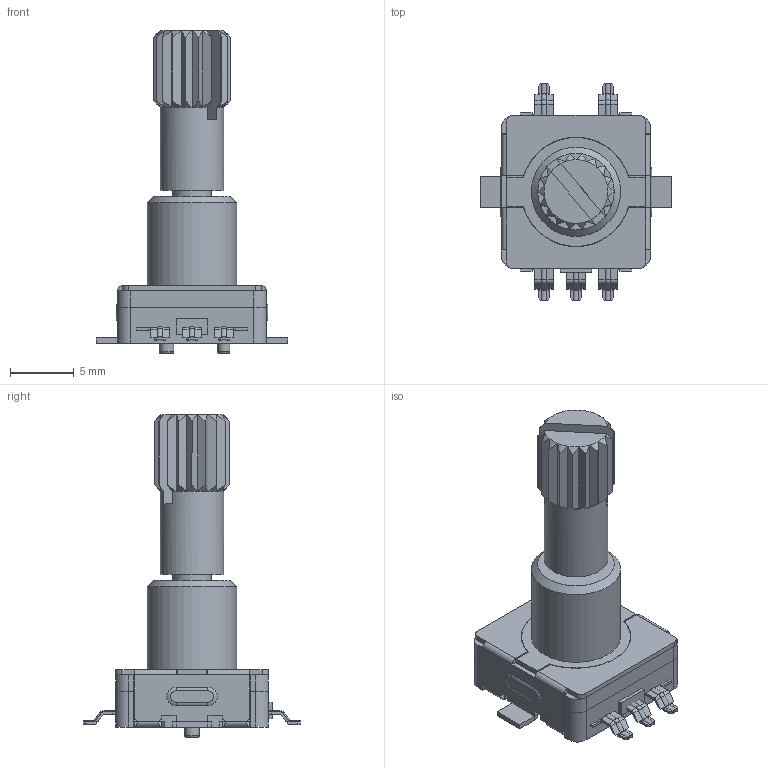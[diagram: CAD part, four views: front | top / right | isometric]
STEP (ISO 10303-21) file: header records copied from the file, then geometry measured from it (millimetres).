
FILE_DESCRIPTION(('STEP AP214'), '1');
FILE_NAME('EC11-SMD', '', ('UNSPECIFIED'), ('UNSPECIFIED'), 'ASCON STEP Converter 1.6', 'ASCON Math Kernel', '');
FILE_SCHEMA(('AUTOMOTIVE_DESIGN { 1 0 10303 214 3 1 1}'));
Length unit declared in the file: millimetre
Products named in the file (4): ?C11-SMD-20K; Lb7; 20K; EC11-Housing-SMD
Assembly tree (3 placements, depth 2):
  ?C11-SMD-20K
    Lb7
    20K
    EC11-Housing-SMD
Bounding box: 15 x 17 x 25.3 mm (x, y, z)
Volume: 1128.4 mm3; surface area: 1837.2 mm2
Topology: 9 solids, 9 shells, 541 faces, 1321 edges, 795 vertices
Faces by surface type: plane 329, cylinder 132, cone 37, torus 35, bspline 8
Full cylindrical faces by diameter (mm): 0.95 x1, 1.15 x1, 3 x2, 5 x1, 7 x1
Entity records: 21030 total; most frequent: CARTESIAN_POINT 3876, DIRECTION 2610, ORIENTED_EDGE 2604, EDGE_CURVE 1302, LINE 876, VECTOR 876, AXIS2_PLACEMENT_3D 867, VERTEX_POINT 795
